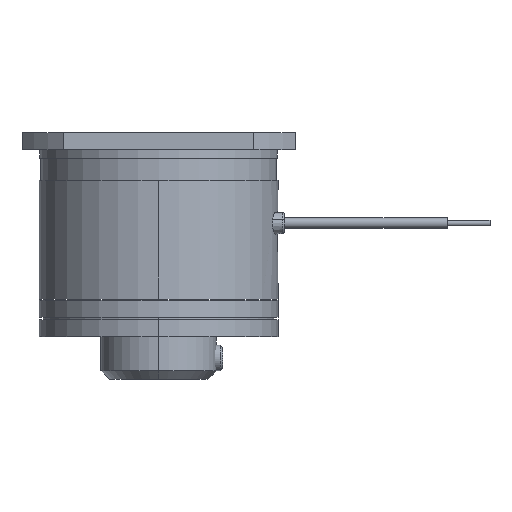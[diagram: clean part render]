
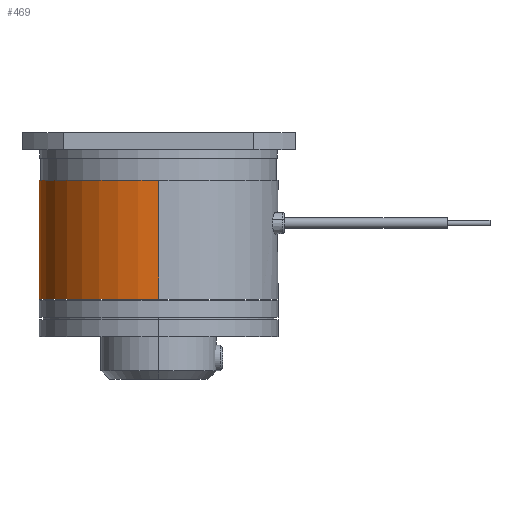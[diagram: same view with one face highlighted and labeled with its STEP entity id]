
A CAD part, left-side view. The second image highlights one B-rep face of the part: STEP entity #469.
In plain terms, the highlighted cylindrical face has radius 14 mm (diameter 28 mm), a partial arc.
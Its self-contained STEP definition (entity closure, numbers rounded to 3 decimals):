
#203 = FACE_OUTER_BOUND ( 'NONE', #4500, .T. ) ;
#469 = ADVANCED_FACE ( 'NONE', ( #203 ), #4622, .T. ) ;
#1480 = DIRECTION ( 'NONE',  ( 0., 0., 1. ) ) ;
#1645 = CIRCLE ( 'NONE', #2418, 14. ) ;
#1677 = ORIENTED_EDGE ( 'NONE', *, *, #5553, .T. ) ;
#1913 = ORIENTED_EDGE ( 'NONE', *, *, #5834, .T. ) ;
#2060 = CIRCLE ( 'NONE', #5082, 14. ) ;
#2077 = DIRECTION ( 'NONE',  ( 0., 0., 1. ) ) ;
#2087 = CARTESIAN_POINT ( 'NONE',  ( -14., 0., -5.6 ) ) ;
#2189 = DIRECTION ( 'NONE',  ( 1., 0., 0. ) ) ;
#2356 = DIRECTION ( 'NONE',  ( 0., 0., 1. ) ) ;
#2388 = CARTESIAN_POINT ( 'NONE',  ( 14., 0., -5.6 ) ) ;
#2418 = AXIS2_PLACEMENT_3D ( 'NONE', #4109, #6616, #3568 ) ;
#2611 = CARTESIAN_POINT ( 'NONE',  ( 14., 0., -3.941 ) ) ;
#2759 = ORIENTED_EDGE ( 'NONE', *, *, #3413, .F. ) ;
#2762 = VERTEX_POINT ( 'NONE', #7353 ) ;
#2822 = ORIENTED_EDGE ( 'NONE', *, *, #4755, .F. ) ;
#2966 = VERTEX_POINT ( 'NONE', #2087 ) ;
#3315 = LINE ( 'NONE', #5817, #6141 ) ;
#3413 = EDGE_CURVE ( 'NONE', #2762, #4092, #4546, .T. ) ;
#3568 = DIRECTION ( 'NONE',  ( 1., 0., 0. ) ) ;
#3588 = CARTESIAN_POINT ( 'NONE',  ( -14., 0., -19.5 ) ) ;
#3682 = AXIS2_PLACEMENT_3D ( 'NONE', #6021, #2356, #2189 ) ;
#4020 = VERTEX_POINT ( 'NONE', #3588 ) ;
#4092 = VERTEX_POINT ( 'NONE', #2388 ) ;
#4109 = CARTESIAN_POINT ( 'NONE',  ( 0., 0., -5.6 ) ) ;
#4500 = EDGE_LOOP ( 'NONE', ( #1677, #1913, #2822, #2759 ) ) ;
#4546 = LINE ( 'NONE', #2611, #8112 ) ;
#4622 = CYLINDRICAL_SURFACE ( 'NONE', #3682, 14. ) ;
#4701 = DIRECTION ( 'NONE',  ( 0., 0., 1. ) ) ;
#4755 = EDGE_CURVE ( 'NONE', #4092, #2966, #1645, .T. ) ;
#5082 = AXIS2_PLACEMENT_3D ( 'NONE', #7197, #4701, #5453 ) ;
#5453 = DIRECTION ( 'NONE',  ( 0., 1., 0. ) ) ;
#5553 = EDGE_CURVE ( 'NONE', #2762, #4020, #2060, .T. ) ;
#5817 = CARTESIAN_POINT ( 'NONE',  ( -14., 0., -3.941 ) ) ;
#5834 = EDGE_CURVE ( 'NONE', #4020, #2966, #3315, .T. ) ;
#6021 = CARTESIAN_POINT ( 'NONE',  ( 0., 0., -3.941 ) ) ;
#6141 = VECTOR ( 'NONE', #1480, 1000. ) ;
#6616 = DIRECTION ( 'NONE',  ( 0., 0., 1. ) ) ;
#7197 = CARTESIAN_POINT ( 'NONE',  ( 0., 0., -19.5 ) ) ;
#7353 = CARTESIAN_POINT ( 'NONE',  ( 14., 0., -19.5 ) ) ;
#8112 = VECTOR ( 'NONE', #2077, 1000. ) ;
